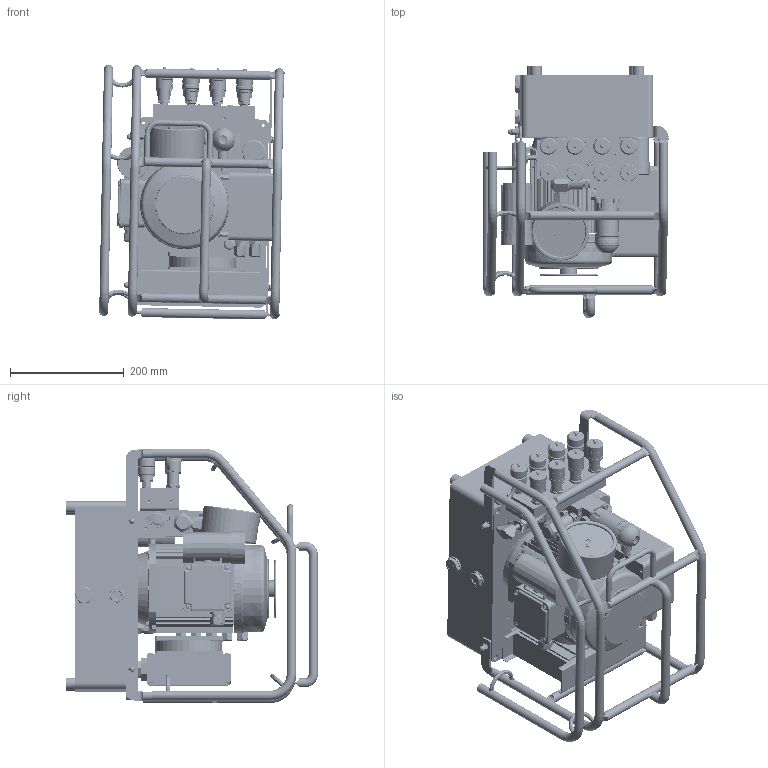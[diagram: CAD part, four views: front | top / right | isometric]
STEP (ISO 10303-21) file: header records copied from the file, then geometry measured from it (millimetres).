
FILE_DESCRIPTION((''),'2;1');
FILE_NAME('ASM0009_SW0001','2021-02-10T12:21:00',('INEdipo'),(''),'CREO PARAMETRIC BY PTC INC, 2018100','CREO PARAMETRIC BY PTC INC, 2018100','');
FILE_SCHEMA(('CONFIG_CONTROL_DESIGN'));
Products named in the file (1): ASM0009_SW0001
Bounding box: 325.62 x 441.1 x 447.45 mm (x, y, z)
Volume: 8301730 mm3; surface area: 2202035.6 mm2
Topology: 11 solids, 38 shells, 11692 faces, 31537 edges, 20084 vertices
Faces by surface type: plane 4532, cylinder 3268, cone 1575, bspline 1147, torus 716, extrusion 367, sphere 83, revolution 4
Entity records: 428144 total; most frequent: CARTESIAN_POINT 145669, ORIENTED_EDGE 62252, DIRECTION 54352, EDGE_CURVE 31126, AXIS2_PLACEMENT_3D 20319, VERTEX_POINT 20083, VECTOR 13710, LINE 13343
